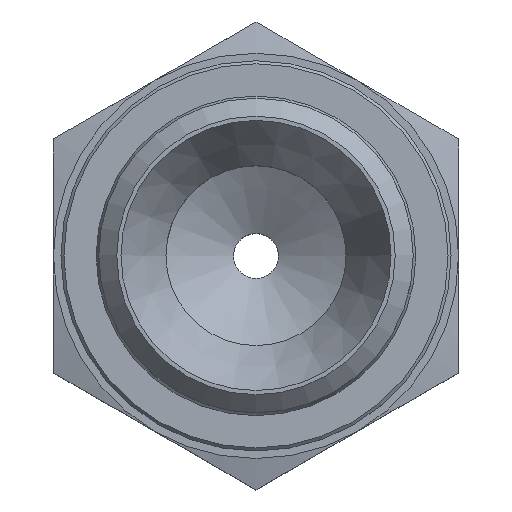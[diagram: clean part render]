
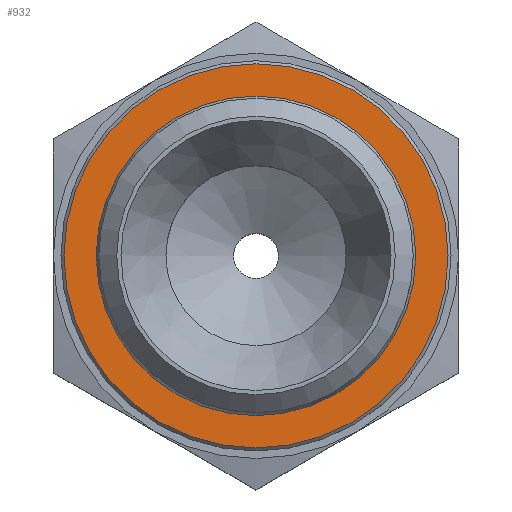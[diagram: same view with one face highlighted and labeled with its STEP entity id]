
A CAD part, top view. The second image highlights one B-rep face of the part: STEP entity #932.
In plain terms, the highlighted planar face has unit normal (0, 0, 1).
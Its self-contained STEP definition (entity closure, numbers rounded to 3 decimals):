
#870=CARTESIAN_POINT('',(12.8,0.,19.5));
#871=VERTEX_POINT('',#870);
#872=CARTESIAN_POINT('',(0.,0.,19.5));
#873=DIRECTION('',(0.0,0.0,-1.0));
#874=DIRECTION('',(-1.0,0.0,0.0));
#875=AXIS2_PLACEMENT_3D('',#872,#873,#874);
#876=CIRCLE('',#875,12.8);
#877=EDGE_CURVE('',#871,#871,#876,.T.);
#913=CARTESIAN_POINT('',(0.,0.,19.5));
#914=DIRECTION('',(0.0,0.0,-1.0));
#915=DIRECTION('',(-1.0,0.0,0.0));
#916=AXIS2_PLACEMENT_3D('',#913,#914,#915);
#917=PLANE('',#916);
#918=ORIENTED_EDGE('',*,*,#877,.F.);
#919=EDGE_LOOP('',(#918));
#920=FACE_OUTER_BOUND('',#919,.T.);
#921=CARTESIAN_POINT('',(0.0,10.65,19.5));
#922=VERTEX_POINT('',#921);
#923=CARTESIAN_POINT('',(0.0,0.0,19.5));
#924=DIRECTION('',(0.0,0.0,-1.0));
#925=DIRECTION('',(0.0,1.0,0.0));
#926=AXIS2_PLACEMENT_3D('',#923,#924,#925);
#927=CIRCLE('',#926,10.65);
#928=EDGE_CURVE('',#922,#922,#927,.T.);
#929=ORIENTED_EDGE('',*,*,#928,.T.);
#930=EDGE_LOOP('',(#929));
#931=FACE_BOUND('',#930,.T.);
#932=ADVANCED_FACE('',(#920,#931),#917,.F.);
